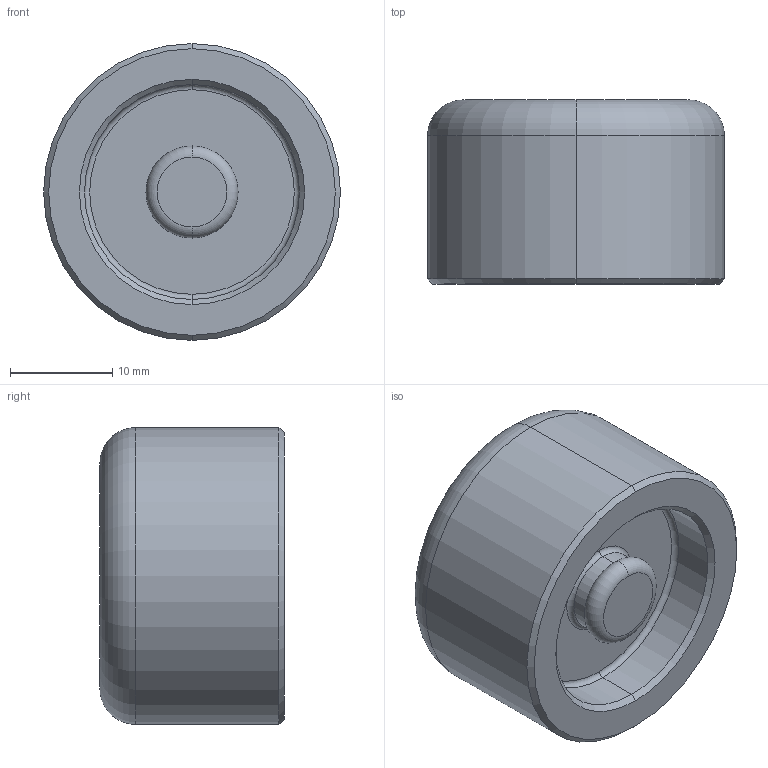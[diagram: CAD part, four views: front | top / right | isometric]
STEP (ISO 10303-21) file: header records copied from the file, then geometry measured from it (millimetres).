
FILE_DESCRIPTION (( 'STEP AP214' ), '1' );
FILE_NAME ('098d030e.STEP', '2014-08-11T11:25:24', ( '' ), ( '' ), 'SwSTEP 2.0', 'SolidWorks 2014', '' );
FILE_SCHEMA (( 'AUTOMOTIVE_DESIGN' ));
Length unit declared in the file: millimetre
Products named in the file (1): 098d030e
Bounding box: 29 x 18 x 29 mm (x, y, z)
Volume: 7798.6 mm3; surface area: 3608.8 mm2
Topology: 1 solids, 1 shells, 33 faces, 64 edges, 37 vertices
Faces by surface type: torus 10, cylinder 10, cone 6, plane 5, sphere 2
Entity records: 884 total; most frequent: DIRECTION 180, CARTESIAN_POINT 135, ORIENTED_EDGE 128, AXIS2_PLACEMENT_3D 82, EDGE_CURVE 64, CIRCLE 48, VERTEX_POINT 37, EDGE_LOOP 37
